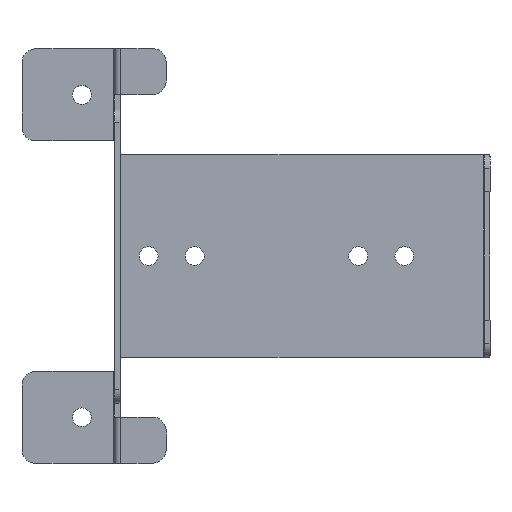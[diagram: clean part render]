
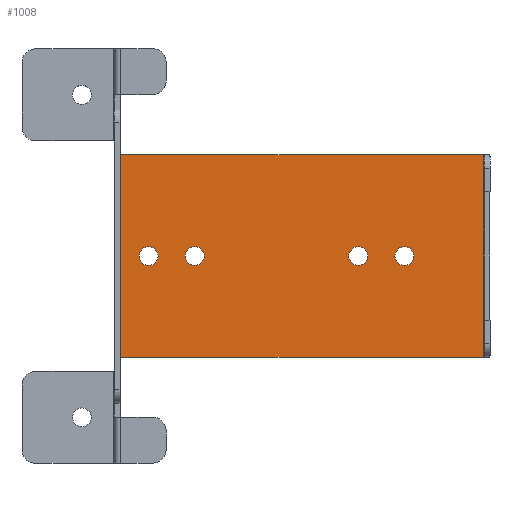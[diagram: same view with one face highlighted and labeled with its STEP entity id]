
A CAD part, top view. The second image highlights one B-rep face of the part: STEP entity #1008.
In plain terms, the highlighted planar face has unit normal (0, 0, 1).
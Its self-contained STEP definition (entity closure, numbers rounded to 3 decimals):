
#321 = CIRCLE ( 'NONE', #334, 2.05 ) ;
#334 = AXIS2_PLACEMENT_3D ( 'NONE', #2841, #2842, #2843 ) ;
#364 = AXIS2_PLACEMENT_3D ( 'NONE', #2774, #2777, #2778 ) ;
#372 = VECTOR ( 'NONE', #1786, 1000. ) ;
#468 = VECTOR ( 'NONE', #2886, 1000. ) ;
#480 = CIRCLE ( 'NONE', #573, 2.05 ) ;
#493 = AXIS2_PLACEMENT_3D ( 'NONE', #628, #629, #630 ) ;
#539 = CIRCLE ( 'NONE', #574, 2.05 ) ;
#545 = CIRCLE ( 'NONE', #493, 2.05 ) ;
#573 = AXIS2_PLACEMENT_3D ( 'NONE', #736, #737, #738 ) ;
#574 = AXIS2_PLACEMENT_3D ( 'NONE', #1924, #1925, #1926 ) ;
#601 = VECTOR ( 'NONE', #2791, 1000. ) ;
#628 = CARTESIAN_POINT ( 'NONE',  ( -33.3, 0., 0. ) ) ;
#629 = DIRECTION ( 'NONE',  ( 0., 0., 1. ) ) ;
#630 = DIRECTION ( 'NONE',  ( 1., 0., 0. ) ) ;
#736 = CARTESIAN_POINT ( 'NONE',  ( 12.2, 0., 0. ) ) ;
#737 = DIRECTION ( 'NONE',  ( 0., 0., 1. ) ) ;
#738 = DIRECTION ( 'NONE',  ( 1., 0., 0. ) ) ;
#780 = LINE ( 'NONE', #781, #2609 ) ;
#781 = CARTESIAN_POINT ( 'NONE',  ( 39.4, 22., 0. ) ) ;
#782 = DIRECTION ( 'NONE',  ( 0., -1., 0. ) ) ;
#865 = EDGE_CURVE ( 'NONE', #3152, #3188, #1784, .T. ) ;
#896 = EDGE_CURVE ( 'NONE', #3208, #2298, #539, .T. ) ;
#1008 = ADVANCED_FACE ( 'NONE', ( #2773, #2767, #2775, #2776, #2772 ), #2764, .T. ) ;
#1011 = EDGE_CURVE ( 'NONE', #3152, #2339, #2789, .T. ) ;
#1028 = EDGE_CURVE ( 'NONE', #3190, #2329, #321, .T. ) ;
#1041 = EDGE_CURVE ( 'NONE', #2312, #2339, #2879, .T. ) ;
#1174 = EDGE_CURVE ( 'NONE', #3167, #2362, #545, .T. ) ;
#1210 = EDGE_CURVE ( 'NONE', #2377, #3165, #480, .T. ) ;
#1225 = EDGE_CURVE ( 'NONE', #2312, #3188, #780, .T. ) ;
#1257 = EDGE_CURVE ( 'NONE', #2298, #3208, #2571, .T. ) ;
#1260 = EDGE_CURVE ( 'NONE', #3165, #2377, #2535, .T. ) ;
#1277 = EDGE_CURVE ( 'NONE', #2329, #3190, #2565, .T. ) ;
#1280 = EDGE_CURVE ( 'NONE', #2362, #3167, #2560, .T. ) ;
#1784 = LINE ( 'NONE', #1785, #372 ) ;
#1785 = CARTESIAN_POINT ( 'NONE',  ( -39.5, -22., 0. ) ) ;
#1786 = DIRECTION ( 'NONE',  ( 1., 0., 0. ) ) ;
#1924 = CARTESIAN_POINT ( 'NONE',  ( -23.3, 0., 0. ) ) ;
#1925 = DIRECTION ( 'NONE',  ( 0., 0., 1. ) ) ;
#1926 = DIRECTION ( 'NONE',  ( 1., 0., 0. ) ) ;
#1980 = ORIENTED_EDGE ( 'NONE', *, *, #1011, .F. ) ;
#1986 = ORIENTED_EDGE ( 'NONE', *, *, #1260, .F. ) ;
#1988 = ORIENTED_EDGE ( 'NONE', *, *, #1277, .F. ) ;
#2001 = ORIENTED_EDGE ( 'NONE', *, *, #865, .T. ) ;
#2005 = ORIENTED_EDGE ( 'NONE', *, *, #1280, .F. ) ;
#2011 = ORIENTED_EDGE ( 'NONE', *, *, #1225, .F. ) ;
#2031 = CARTESIAN_POINT ( 'NONE',  ( -23.3, 0., 0. ) ) ;
#2032 = DIRECTION ( 'NONE',  ( 0., 0., 1. ) ) ;
#2033 = DIRECTION ( 'NONE',  ( 1., 0., 0. ) ) ;
#2040 = CARTESIAN_POINT ( 'NONE',  ( 12.2, 0., 0. ) ) ;
#2041 = DIRECTION ( 'NONE',  ( 0., 0., 1. ) ) ;
#2042 = DIRECTION ( 'NONE',  ( 1., 0., 0. ) ) ;
#2093 = CARTESIAN_POINT ( 'NONE',  ( 22.2, 0., 0. ) ) ;
#2094 = DIRECTION ( 'NONE',  ( 0., 0., 1. ) ) ;
#2095 = DIRECTION ( 'NONE',  ( 1., 0., 0. ) ) ;
#2102 = CARTESIAN_POINT ( 'NONE',  ( -33.3, 0., 0. ) ) ;
#2103 = DIRECTION ( 'NONE',  ( 0., 0., 1. ) ) ;
#2104 = DIRECTION ( 'NONE',  ( 1., 0., 0. ) ) ;
#2171 = CARTESIAN_POINT ( 'NONE',  ( 39.4, 22., 0. ) ) ;
#2172 = CARTESIAN_POINT ( 'NONE',  ( -21.25, 0., 0. ) ) ;
#2185 = CARTESIAN_POINT ( 'NONE',  ( 24.25, 0., 0. ) ) ;
#2190 = CARTESIAN_POINT ( 'NONE',  ( -39.4, 22., 0. ) ) ;
#2207 = CARTESIAN_POINT ( 'NONE',  ( -31.25, 0., 0. ) ) ;
#2217 = CARTESIAN_POINT ( 'NONE',  ( 10.15, 0., 0. ) ) ;
#2236 = CARTESIAN_POINT ( 'NONE',  ( -39.4, -22., 0. ) ) ;
#2247 = CARTESIAN_POINT ( 'NONE',  ( 14.25, 0., 0. ) ) ;
#2248 = CARTESIAN_POINT ( 'NONE',  ( -35.35, 0., 0. ) ) ;
#2261 = CARTESIAN_POINT ( 'NONE',  ( 39.4, -22., 0. ) ) ;
#2263 = CARTESIAN_POINT ( 'NONE',  ( 20.15, 0., 0. ) ) ;
#2276 = CARTESIAN_POINT ( 'NONE',  ( -25.35, 0., 0. ) ) ;
#2298 = VERTEX_POINT ( 'NONE', #2172 ) ;
#2304 = EDGE_LOOP ( 'NONE', ( #3035, #1988 ) ) ;
#2312 = VERTEX_POINT ( 'NONE', #2171 ) ;
#2315 = EDGE_LOOP ( 'NONE', ( #3027, #1986 ) ) ;
#2318 = EDGE_LOOP ( 'NONE', ( #3031, #1980, #2001, #2011 ) ) ;
#2329 = VERTEX_POINT ( 'NONE', #2185 ) ;
#2339 = VERTEX_POINT ( 'NONE', #2190 ) ;
#2362 = VERTEX_POINT ( 'NONE', #2207 ) ;
#2377 = VERTEX_POINT ( 'NONE', #2217 ) ;
#2531 = AXIS2_PLACEMENT_3D ( 'NONE', #2031, #2032, #2033 ) ;
#2535 = CIRCLE ( 'NONE', #2545, 2.05 ) ;
#2545 = AXIS2_PLACEMENT_3D ( 'NONE', #2040, #2041, #2042 ) ;
#2558 = AXIS2_PLACEMENT_3D ( 'NONE', #2093, #2094, #2095 ) ;
#2560 = CIRCLE ( 'NONE', #2562, 2.05 ) ;
#2562 = AXIS2_PLACEMENT_3D ( 'NONE', #2102, #2103, #2104 ) ;
#2565 = CIRCLE ( 'NONE', #2558, 2.05 ) ;
#2571 = CIRCLE ( 'NONE', #2531, 2.05 ) ;
#2609 = VECTOR ( 'NONE', #782, 1000. ) ;
#2631 = EDGE_LOOP ( 'NONE', ( #3050, #3021 ) ) ;
#2640 = EDGE_LOOP ( 'NONE', ( #3028, #2005 ) ) ;
#2764 = PLANE ( 'NONE',  #364 ) ;
#2767 = FACE_BOUND ( 'NONE', #2315, .T. ) ;
#2772 = FACE_OUTER_BOUND ( 'NONE', #2318, .T. ) ;
#2773 = FACE_BOUND ( 'NONE', #2304, .T. ) ;
#2774 = CARTESIAN_POINT ( 'NONE',  ( -39.5, -22., 0. ) ) ;
#2775 = FACE_BOUND ( 'NONE', #2631, .T. ) ;
#2776 = FACE_BOUND ( 'NONE', #2640, .T. ) ;
#2777 = DIRECTION ( 'NONE',  ( 0., 0., 1. ) ) ;
#2778 = DIRECTION ( 'NONE',  ( 1., 0., 0. ) ) ;
#2789 = LINE ( 'NONE', #2790, #601 ) ;
#2790 = CARTESIAN_POINT ( 'NONE',  ( -39.4, -22., 0. ) ) ;
#2791 = DIRECTION ( 'NONE',  ( 0., 1., 0. ) ) ;
#2841 = CARTESIAN_POINT ( 'NONE',  ( 22.2, 0., 0. ) ) ;
#2842 = DIRECTION ( 'NONE',  ( 0., 0., 1. ) ) ;
#2843 = DIRECTION ( 'NONE',  ( 1., 0., 0. ) ) ;
#2879 = LINE ( 'NONE', #2885, #468 ) ;
#2885 = CARTESIAN_POINT ( 'NONE',  ( -39.5, 22., 0. ) ) ;
#2886 = DIRECTION ( 'NONE',  ( -1., 0., 0. ) ) ;
#3021 = ORIENTED_EDGE ( 'NONE', *, *, #1257, .F. ) ;
#3027 = ORIENTED_EDGE ( 'NONE', *, *, #1210, .F. ) ;
#3028 = ORIENTED_EDGE ( 'NONE', *, *, #1174, .F. ) ;
#3031 = ORIENTED_EDGE ( 'NONE', *, *, #1041, .T. ) ;
#3035 = ORIENTED_EDGE ( 'NONE', *, *, #1028, .F. ) ;
#3050 = ORIENTED_EDGE ( 'NONE', *, *, #896, .F. ) ;
#3152 = VERTEX_POINT ( 'NONE', #2236 ) ;
#3165 = VERTEX_POINT ( 'NONE', #2247 ) ;
#3167 = VERTEX_POINT ( 'NONE', #2248 ) ;
#3188 = VERTEX_POINT ( 'NONE', #2261 ) ;
#3190 = VERTEX_POINT ( 'NONE', #2263 ) ;
#3208 = VERTEX_POINT ( 'NONE', #2276 ) ;
